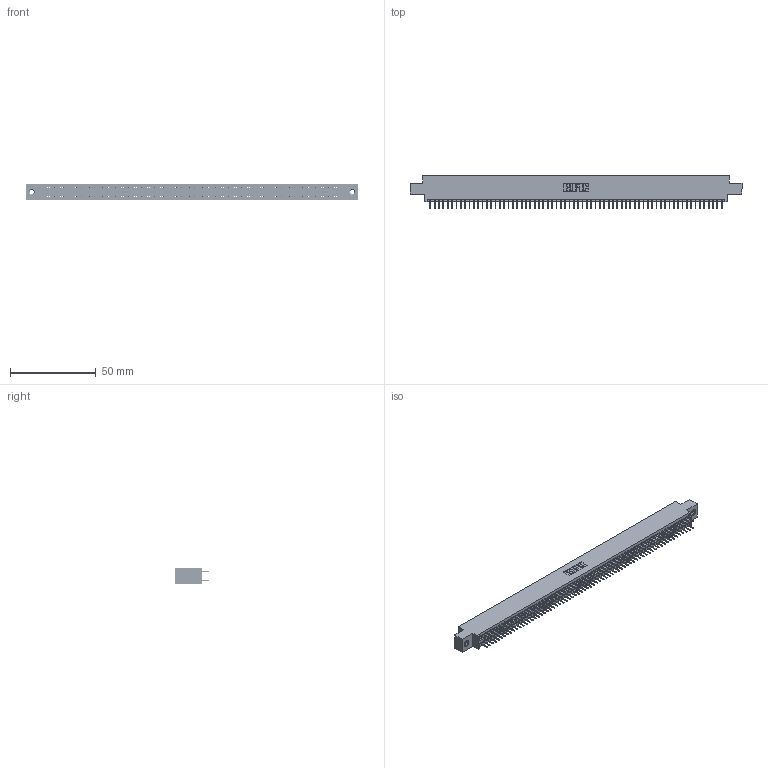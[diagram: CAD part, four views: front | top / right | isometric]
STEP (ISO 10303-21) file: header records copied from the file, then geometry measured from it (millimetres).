
FILE_DESCRIPTION (( 'STEP AP203' ), '1' );
FILE_NAME ('395-136-524-807.STEP', '2018-12-05T08:05:34', ( '' ), ( '' ), 'SwSTEP 2.0', 'SolidWorks 2016', '' );
FILE_SCHEMA (( 'CONFIG_CONTROL_DESIGN' ));
Length unit declared in the file: inch
Products named in the file (4): 345 Part_0.170 Offset - 0.156 Dia-TI; 395-136-524-807; 345-250-001_345-250-005-103; 345-292-001_345-293-124
Assembly tree (139 placements, depth 2):
  395-136-524-807
    345 Part_0.170 Offset - 0.156 Dia-TI
    345-292-001_345-293-124  x136
    345-250-001_345-250-005-103  x2
Bounding box: 193.93 x 19.35 x 9.4 mm (x, y, z)
Volume: 18747.1 mm3; surface area: 27843 mm2
Topology: 139 solids, 139 shells, 7534 faces, 21297 edges, 13646 vertices
Faces by surface type: plane 5420, cylinder 2098, cone 12, torus 4
Entity records: 51246 total; most frequent: CARTESIAN_POINT 8547, ORIENTED_EDGE 8474, DIRECTION 7531, EDGE_CURVE 4237, LINE 3817, VECTOR 3817, VERTEX_POINT 2816, AXIS2_PLACEMENT_3D 1857
